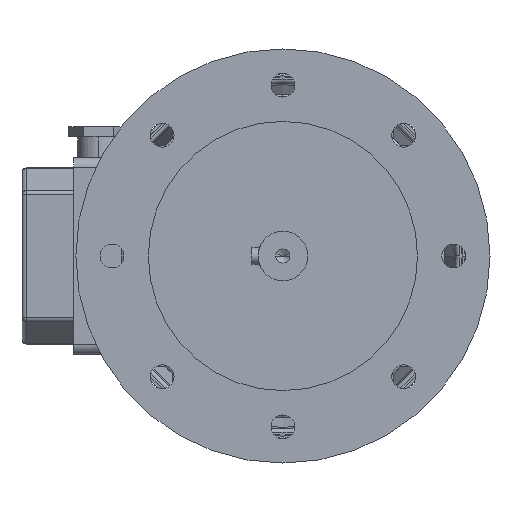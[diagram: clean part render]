
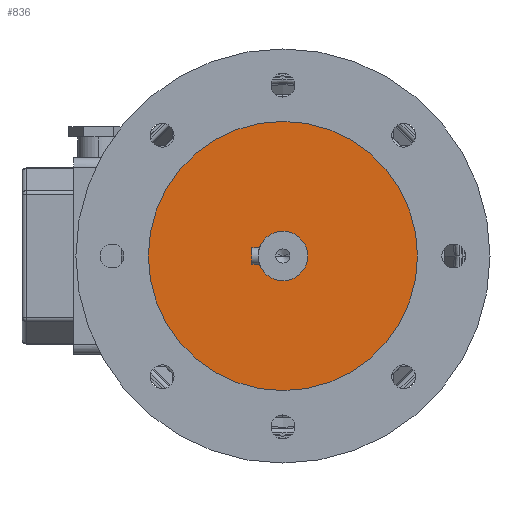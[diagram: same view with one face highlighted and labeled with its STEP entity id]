
A CAD part, left-side view. The second image highlights one B-rep face of the part: STEP entity #836.
In plain terms, the highlighted face is planar.
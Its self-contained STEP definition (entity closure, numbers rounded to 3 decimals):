
#696 = VERTEX_POINT ( 'NONE', #6532 ) ;
#726 = VERTEX_POINT ( 'NONE', #6628 ) ;
#728 = EDGE_CURVE ( 'NONE', #729, #726, #6627, .T. ) ;
#729 = VERTEX_POINT ( 'NONE', #6622 ) ;
#753 = EDGE_CURVE ( 'NONE', #696, #754, #6692, .T. ) ;
#754 = VERTEX_POINT ( 'NONE', #6687 ) ;
#835 = EDGE_CURVE ( 'NONE', #726, #729, #6821, .T. ) ;
#836 = ADVANCED_FACE ( 'NONE', ( #6816, #6815 ), #6814, .F. ) ;
#837 = EDGE_LOOP ( 'NONE', ( #838, #839 ) ) ;
#838 = ORIENTED_EDGE ( 'NONE', *, *, #753, .F. ) ;
#839 = ORIENTED_EDGE ( 'NONE', *, *, #894, .F. ) ;
#894 = EDGE_CURVE ( 'NONE', #754, #696, #6901, .T. ) ;
#895 = EDGE_LOOP ( 'NONE', ( #896, #897 ) ) ;
#896 = ORIENTED_EDGE ( 'NONE', *, *, #728, .T. ) ;
#897 = ORIENTED_EDGE ( 'NONE', *, *, #835, .T. ) ;
#6532 = CARTESIAN_POINT ( 'NONE',  ( 0., 23., 12. ) ) ;
#6622 = CARTESIAN_POINT ( 'NONE',  ( 0., 23., 65. ) ) ;
#6623 = DIRECTION ( 'NONE',  ( 0., 0., 1. ) ) ;
#6624 = DIRECTION ( 'NONE',  ( 0., 1., 0. ) ) ;
#6625 = CARTESIAN_POINT ( 'NONE',  ( 0., 23., 0. ) ) ;
#6626 = AXIS2_PLACEMENT_3D ( 'NONE', #6625, #6624, #6623 ) ;
#6627 = CIRCLE ( 'NONE', #6626, 65. ) ;
#6628 = CARTESIAN_POINT ( 'NONE',  ( 0., 23., -65. ) ) ;
#6687 = CARTESIAN_POINT ( 'NONE',  ( 0., 23., -12. ) ) ;
#6688 = DIRECTION ( 'NONE',  ( 0., 0., 1. ) ) ;
#6689 = DIRECTION ( 'NONE',  ( 0., 1., 0. ) ) ;
#6690 = CARTESIAN_POINT ( 'NONE',  ( 0., 23., 0. ) ) ;
#6691 = AXIS2_PLACEMENT_3D ( 'NONE', #6690, #6689, #6688 ) ;
#6692 = CIRCLE ( 'NONE', #6691, 12. ) ;
#6809 = DIRECTION ( 'NONE',  ( 0., 0., -1. ) ) ;
#6810 = DIRECTION ( 'NONE',  ( 0., -1., 0. ) ) ;
#6811 = CARTESIAN_POINT ( 'NONE',  ( 0., 23., -12. ) ) ;
#6813 = AXIS2_PLACEMENT_3D ( 'NONE', #6811, #6810, #6809 ) ;
#6814 = PLANE ( 'NONE',  #6813 ) ;
#6815 = FACE_OUTER_BOUND ( 'NONE', #895, .T. ) ;
#6816 = FACE_BOUND ( 'NONE', #837, .T. ) ;
#6817 = DIRECTION ( 'NONE',  ( 0., 0., 1. ) ) ;
#6818 = DIRECTION ( 'NONE',  ( 0., 1., 0. ) ) ;
#6819 = CARTESIAN_POINT ( 'NONE',  ( 0., 23., 0. ) ) ;
#6820 = AXIS2_PLACEMENT_3D ( 'NONE', #6819, #6818, #6817 ) ;
#6821 = CIRCLE ( 'NONE', #6820, 65. ) ;
#6899 = CARTESIAN_POINT ( 'NONE',  ( 0., 23., 0. ) ) ;
#6900 = AXIS2_PLACEMENT_3D ( 'NONE', #6899, #6972, #6971 ) ;
#6901 = CIRCLE ( 'NONE', #6900, 12. ) ;
#6971 = DIRECTION ( 'NONE',  ( 0., 0., 1. ) ) ;
#6972 = DIRECTION ( 'NONE',  ( 0., 1., 0. ) ) ;
